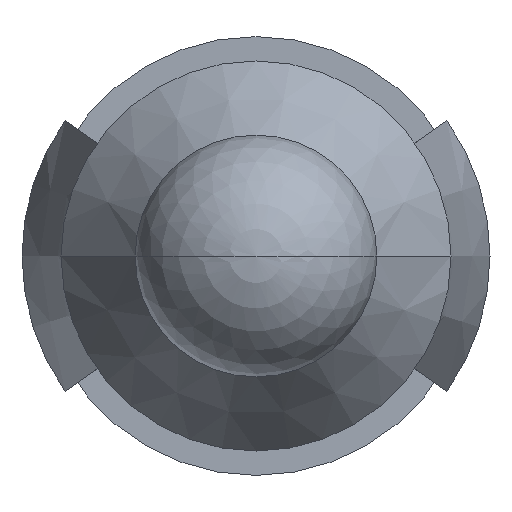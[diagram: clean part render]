
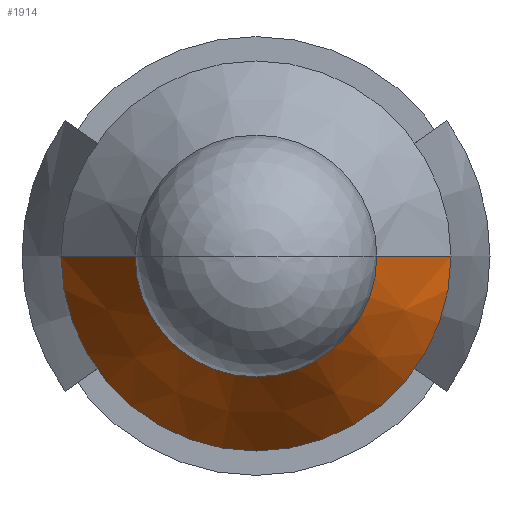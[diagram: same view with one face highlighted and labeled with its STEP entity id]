
A CAD part, front view. The second image highlights one B-rep face of the part: STEP entity #1914.
In plain terms, the highlighted conical face has half-angle 33 degrees and reference radius 1.62 mm.
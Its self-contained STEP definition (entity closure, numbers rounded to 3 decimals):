
#504=CARTESIAN_POINT('',(0.,14.77,0.));
#505=DIRECTION('',(0.,1.,0.));
#506=DIRECTION('',(1.,0.,0.));
#507=AXIS2_PLACEMENT_3D('',#504,#505,#506);
#509=DIRECTION('',(0.545,0.839,0.));
#510=VECTOR('',#509,1.395);
#511=CARTESIAN_POINT('',(1.24,13.6,0.));
#512=LINE('',#511,#510);
#513=DIRECTION('',(-0.545,0.839,0.));
#514=VECTOR('',#513,1.395);
#515=CARTESIAN_POINT('',(-1.24,13.6,0.));
#516=LINE('',#515,#514);
#517=CARTESIAN_POINT('',(0.,13.6,0.));
#518=DIRECTION('',(0.,1.,0.));
#519=DIRECTION('',(1.,0.,0.));
#520=AXIS2_PLACEMENT_3D('',#517,#518,#519);
#936=CARTESIAN_POINT('',(2.,14.77,0.));
#938=VERTEX_POINT('',#936);
#940=CARTESIAN_POINT('',(-2.,14.77,0.));
#942=VERTEX_POINT('',#940);
#944=CARTESIAN_POINT('',(1.24,13.6,0.));
#945=VERTEX_POINT('',#944);
#946=CARTESIAN_POINT('',(-1.24,13.6,0.));
#947=VERTEX_POINT('',#946);
#1900=CARTESIAN_POINT('',(0.,14.185,0.));
#1901=DIRECTION('',(0.,1.,0.));
#1902=DIRECTION('',(1.,0.,0.));
#1903=AXIS2_PLACEMENT_3D('',#1900,#1901,#1902);
#1904=CONICAL_SURFACE('',#1903,1.62,33.);
#1906=ORIENTED_EDGE('',*,*,#1905,.T.);
#1907=ORIENTED_EDGE('',*,*,#1888,.T.);
#1909=ORIENTED_EDGE('',*,*,#1908,.F.);
#1911=ORIENTED_EDGE('',*,*,#1910,.F.);
#1912=EDGE_LOOP('',(#1906,#1907,#1909,#1911));
#1913=FACE_OUTER_BOUND('',#1912,.F.);
#508=CIRCLE('',#507,2.);
#521=CIRCLE('',#520,1.24);
#1888=EDGE_CURVE('',#938,#942,#508,.T.);
#1905=EDGE_CURVE('',#945,#938,#512,.T.);
#1908=EDGE_CURVE('',#947,#942,#516,.T.);
#1910=EDGE_CURVE('',#945,#947,#521,.T.);
#1914=ADVANCED_FACE('',(#1913),#1904,.T.);
